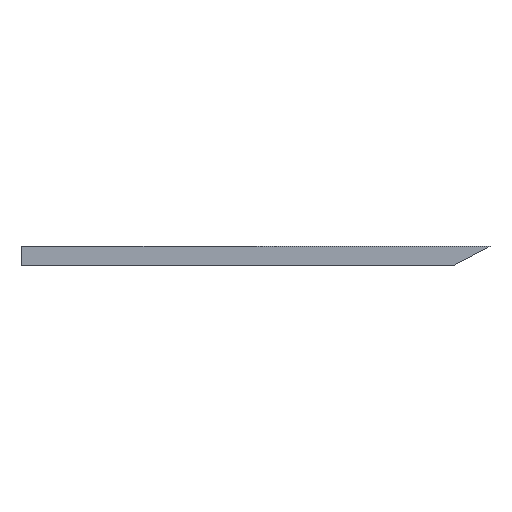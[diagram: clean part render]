
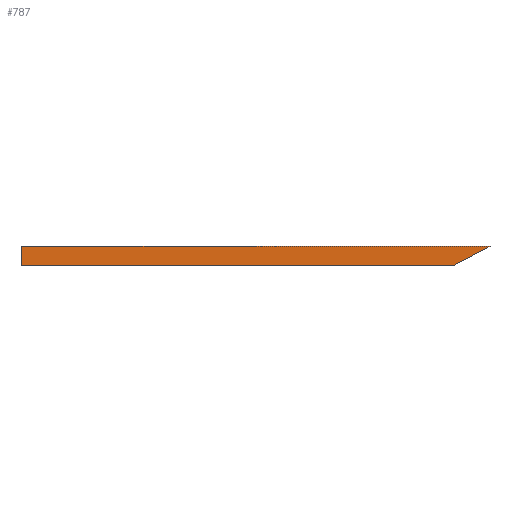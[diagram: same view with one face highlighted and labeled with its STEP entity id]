
A CAD part, left-side view. The second image highlights one B-rep face of the part: STEP entity #787.
In plain terms, the highlighted planar face has unit normal (-1, 0, 0).
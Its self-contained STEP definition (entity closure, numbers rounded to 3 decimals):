
#8 = VECTOR ( 'NONE', #249, 1000. ) ;
#13 = VERTEX_POINT ( 'NONE', #1024 ) ;
#72 = CARTESIAN_POINT ( 'NONE',  ( -96.5, 48.5, 3.3 ) ) ;
#109 = CARTESIAN_POINT ( 'NONE',  ( -96.5, 32.5, 0. ) ) ;
#128 = CARTESIAN_POINT ( 'NONE',  ( -96.5, -32.5, 3.3 ) ) ;
#130 = CARTESIAN_POINT ( 'NONE',  ( -96.5, 48.5, 3.3 ) ) ;
#149 = EDGE_CURVE ( 'NONE', #13, #329, #324, .T. ) ;
#159 = CARTESIAN_POINT ( 'NONE',  ( -96.5, -26.116, 0. ) ) ;
#164 = DIRECTION ( 'NONE',  ( 1., 0., 0. ) ) ;
#201 = EDGE_LOOP ( 'NONE', ( #302, #291, #709, #290 ) ) ;
#208 = EDGE_CURVE ( 'NONE', #706, #13, #720, .T. ) ;
#248 = DIRECTION ( 'NONE',  ( 0., 1., 0. ) ) ;
#249 = DIRECTION ( 'NONE',  ( 0., 0., 1. ) ) ;
#271 = CARTESIAN_POINT ( 'NONE',  ( -96.5, 48.5, 0. ) ) ;
#290 = ORIENTED_EDGE ( 'NONE', *, *, #332, .F. ) ;
#291 = ORIENTED_EDGE ( 'NONE', *, *, #149, .F. ) ;
#302 = ORIENTED_EDGE ( 'NONE', *, *, #916, .T. ) ;
#324 = LINE ( 'NONE', #128, #815 ) ;
#327 = PLANE ( 'NONE',  #843 ) ;
#329 = VERTEX_POINT ( 'NONE', #159 ) ;
#332 = EDGE_CURVE ( 'NONE', #547, #706, #690, .T. ) ;
#511 = VECTOR ( 'NONE', #769, 1000. ) ;
#547 = VERTEX_POINT ( 'NONE', #271 ) ;
#554 = VECTOR ( 'NONE', #567, 1000. ) ;
#567 = DIRECTION ( 'NONE',  ( 0., -1., 0. ) ) ;
#690 = LINE ( 'NONE', #72, #8 ) ;
#706 = VERTEX_POINT ( 'NONE', #130 ) ;
#709 = ORIENTED_EDGE ( 'NONE', *, *, #208, .F. ) ;
#713 = CARTESIAN_POINT ( 'NONE',  ( -96.5, 32.5, 3.3 ) ) ;
#720 = LINE ( 'NONE', #1012, #511 ) ;
#769 = DIRECTION ( 'NONE',  ( 0., -1., 0. ) ) ;
#787 = ADVANCED_FACE ( 'NONE', ( #823 ), #327, .F. ) ;
#815 = VECTOR ( 'NONE', #920, 1000. ) ;
#823 = FACE_OUTER_BOUND ( 'NONE', #201, .T. ) ;
#843 = AXIS2_PLACEMENT_3D ( 'NONE', #713, #164, #248 ) ;
#914 = LINE ( 'NONE', #109, #554 ) ;
#916 = EDGE_CURVE ( 'NONE', #547, #329, #914, .T. ) ;
#920 = DIRECTION ( 'NONE',  ( 0., 0.888, -0.459 ) ) ;
#1012 = CARTESIAN_POINT ( 'NONE',  ( -96.5, 32.5, 3.3 ) ) ;
#1024 = CARTESIAN_POINT ( 'NONE',  ( -96.5, -32.5, 3.3 ) ) ;
